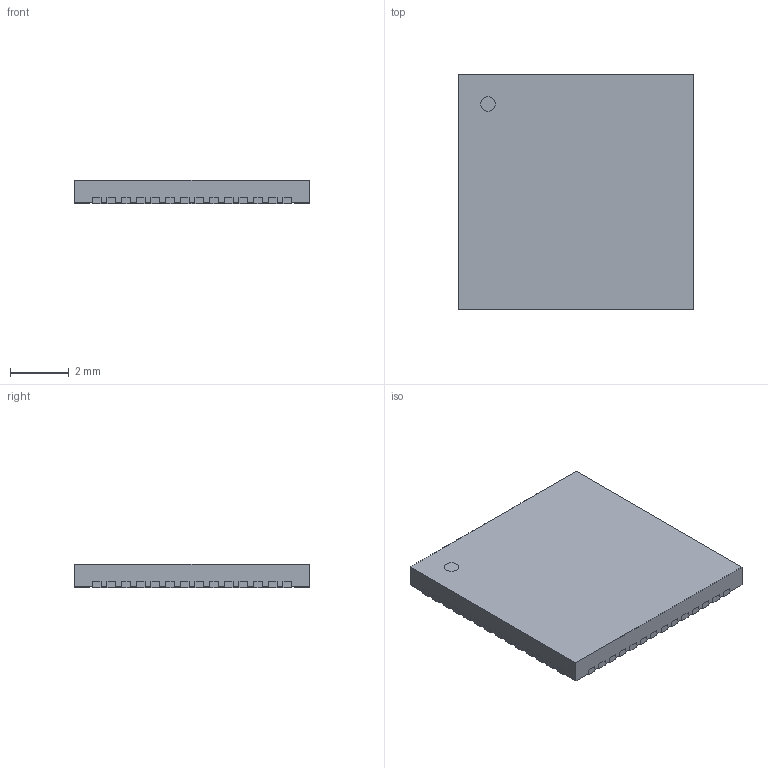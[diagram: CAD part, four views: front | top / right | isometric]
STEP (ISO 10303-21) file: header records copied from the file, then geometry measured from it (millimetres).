
FILE_DESCRIPTION((''),'2;1');
FILE_NAME('QFN50P800X800X80-57N-S670.stp','2010-03-31T16:07:54',(''),(''),'Mechanical Desktop 2010','Mechanical Desktop 2010',', , ');
FILE_SCHEMA(('AUTOMOTIVE_DESIGN { 1 2 10303 214 1 1 1 1 }'));
Length unit declared in the file: millimetre
Products named in the file (1): Product
Bounding box: 8 x 8 x 0.8 mm (x, y, z)
Volume: 50.6 mm3; surface area: 283.1 mm2
Topology: 59 solids, 59 shells, 580 faces, 1383 edges, 922 vertices
Faces by surface type: bspline 280, plane 240, cylinder 60
Entity records: 17368 total; most frequent: CARTESIAN_POINT 4510, ORIENTED_EDGE 2766, DIRECTION 2217, EDGE_CURVE 1383, VECTOR 1151, LINE 1151, VERTEX_POINT 922, EDGE_LOOP 581
